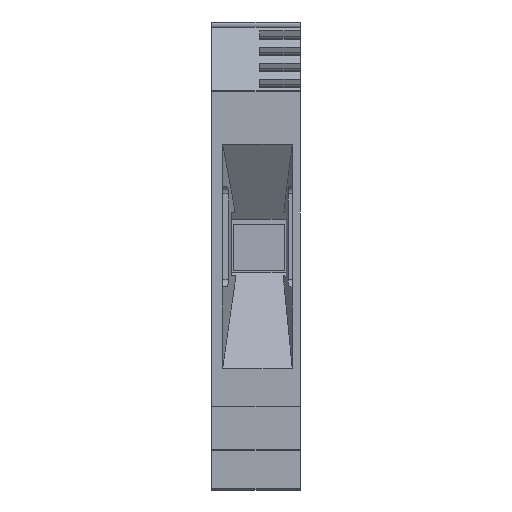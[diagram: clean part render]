
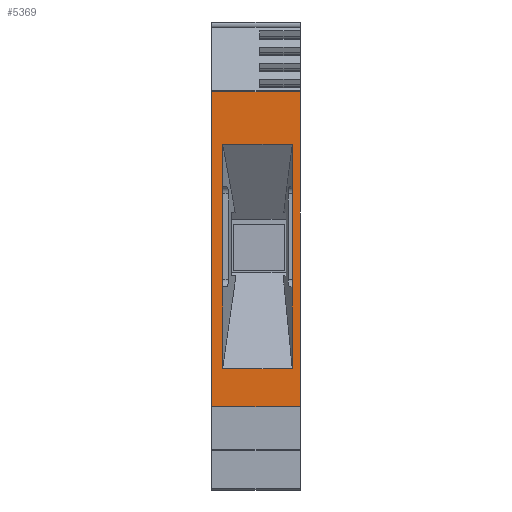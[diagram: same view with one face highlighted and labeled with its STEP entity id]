
A CAD part, left-side view. The second image highlights one B-rep face of the part: STEP entity #5369.
In plain terms, the highlighted planar face has unit normal (-1, 0, 0).
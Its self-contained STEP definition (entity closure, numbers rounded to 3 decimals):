
#337=ORIENTED_EDGE('',*,*,#1927,.F.);
#338=ORIENTED_EDGE('',*,*,#1928,.F.);
#339=ORIENTED_EDGE('',*,*,#1929,.T.);
#340=ORIENTED_EDGE('',*,*,#1930,.T.);
#341=ORIENTED_EDGE('',*,*,#1931,.F.);
#342=ORIENTED_EDGE('',*,*,#1932,.T.);
#343=ORIENTED_EDGE('',*,*,#1933,.T.);
#344=ORIENTED_EDGE('',*,*,#1934,.T.);
#345=ORIENTED_EDGE('',*,*,#1935,.T.);
#346=ORIENTED_EDGE('',*,*,#1936,.F.);
#347=ORIENTED_EDGE('',*,*,#1937,.F.);
#348=ORIENTED_EDGE('',*,*,#1938,.F.);
#1927=EDGE_CURVE('',#2719,#2720,#3241,.T.);
#1928=EDGE_CURVE('',#2721,#2719,#3242,.T.);
#1929=EDGE_CURVE('',#2721,#2722,#3243,.T.);
#1930=EDGE_CURVE('',#2722,#2720,#3244,.T.);
#1931=EDGE_CURVE('',#2723,#2724,#3245,.T.);
#1932=EDGE_CURVE('',#2723,#2725,#3246,.T.);
#1933=EDGE_CURVE('',#2725,#2726,#3247,.T.);
#1934=EDGE_CURVE('',#2726,#2727,#3248,.T.);
#1935=EDGE_CURVE('',#2727,#2728,#3249,.T.);
#1936=EDGE_CURVE('',#2729,#2728,#3250,.T.);
#1937=EDGE_CURVE('',#2730,#2729,#3251,.T.);
#1938=EDGE_CURVE('',#2724,#2730,#3252,.T.);
#2719=VERTEX_POINT('',#7790);
#2720=VERTEX_POINT('',#7791);
#2721=VERTEX_POINT('',#7793);
#2722=VERTEX_POINT('',#7795);
#2723=VERTEX_POINT('',#7798);
#2724=VERTEX_POINT('',#7799);
#2725=VERTEX_POINT('',#7801);
#2726=VERTEX_POINT('',#7803);
#2727=VERTEX_POINT('',#7805);
#2728=VERTEX_POINT('',#7807);
#2729=VERTEX_POINT('',#7809);
#2730=VERTEX_POINT('',#7811);
#3241=LINE('',#7789,#3870);
#3242=LINE('',#7792,#3871);
#3243=LINE('',#7794,#3872);
#3244=LINE('',#7796,#3873);
#3245=LINE('',#7797,#3874);
#3246=LINE('',#7800,#3875);
#3247=LINE('',#7802,#3876);
#3248=LINE('',#7804,#3877);
#3249=LINE('',#7806,#3878);
#3250=LINE('',#7808,#3879);
#3251=LINE('',#7810,#3880);
#3252=LINE('',#7812,#3881);
#3870=VECTOR('',#6214,1000.);
#3871=VECTOR('',#6215,1000.);
#3872=VECTOR('',#6216,1000.);
#3873=VECTOR('',#6217,1000.);
#3874=VECTOR('',#6218,1000.);
#3875=VECTOR('',#6219,1000.);
#3876=VECTOR('',#6220,1000.);
#3877=VECTOR('',#6221,1000.);
#3878=VECTOR('',#6222,1000.);
#3879=VECTOR('',#6223,1000.);
#3880=VECTOR('',#6224,1000.);
#3881=VECTOR('',#6225,1000.);
#4487=EDGE_LOOP('',(#337,#338,#339,#340));
#4488=EDGE_LOOP('',(#341,#342,#343,#344,#345,#346,#347,#348));
#4827=FACE_BOUND('',#4487,.T.);
#4828=FACE_BOUND('',#4488,.T.);
#5157=PLANE('',#5700);
#5369=ADVANCED_FACE('',(#4827,#4828),#5157,.T.);
#5700=AXIS2_PLACEMENT_3D('',#7788,#6212,#6213);
#6212=DIRECTION('',(-1.,0.,0.));
#6213=DIRECTION('',(0.,0.,-1.));
#6214=DIRECTION('',(0.,0.,1.));
#6215=DIRECTION('',(0.,1.,0.));
#6216=DIRECTION('',(0.,0.,1.));
#6217=DIRECTION('',(0.,1.,0.));
#6218=DIRECTION('',(0.,0.,-1.));
#6219=DIRECTION('',(0.,-1.,0.));
#6220=DIRECTION('',(0.,0.,-1.));
#6221=DIRECTION('',(0.,0.,-1.));
#6222=DIRECTION('',(0.,0.,-1.));
#6223=DIRECTION('',(0.,-1.,0.));
#6224=DIRECTION('',(0.,0.,-1.));
#6225=DIRECTION('',(0.,0.,-1.));
#7788=CARTESIAN_POINT('',(-28.,-12.2,-53.));
#7789=CARTESIAN_POINT('',(-28.,0.,-53.));
#7790=CARTESIAN_POINT('',(-28.,0.,-53.));
#7791=CARTESIAN_POINT('',(-28.,0.,-9.6));
#7792=CARTESIAN_POINT('',(-28.,-70.484,-53.));
#7793=CARTESIAN_POINT('',(-28.,-12.2,-53.));
#7794=CARTESIAN_POINT('',(-28.,-12.2,-0.354));
#7795=CARTESIAN_POINT('',(-28.,-12.2,-9.6));
#7796=CARTESIAN_POINT('',(-28.,-12.2,-9.6));
#7797=CARTESIAN_POINT('',(-28.,-1.5,-9.954));
#7798=CARTESIAN_POINT('',(-28.,-1.5,-16.877));
#7799=CARTESIAN_POINT('',(-28.,-1.5,-22.7));
#7800=CARTESIAN_POINT('',(-28.,65.863,-16.877));
#7801=CARTESIAN_POINT('',(-28.,-11.1,-16.877));
#7802=CARTESIAN_POINT('',(-28.,-11.1,-9.954));
#7803=CARTESIAN_POINT('',(-28.,-11.1,-22.7));
#7804=CARTESIAN_POINT('',(-28.,-11.1,-22.7));
#7805=CARTESIAN_POINT('',(-28.,-11.1,-36.5));
#7806=CARTESIAN_POINT('',(-28.,-11.1,-9.954));
#7807=CARTESIAN_POINT('',(-28.,-11.1,-47.756));
#7808=CARTESIAN_POINT('',(-28.,65.863,-47.756));
#7809=CARTESIAN_POINT('',(-28.,-1.5,-47.756));
#7810=CARTESIAN_POINT('',(-28.,-1.5,-9.954));
#7811=CARTESIAN_POINT('',(-28.,-1.5,-36.5));
#7812=CARTESIAN_POINT('',(-28.,-1.5,-22.7));
